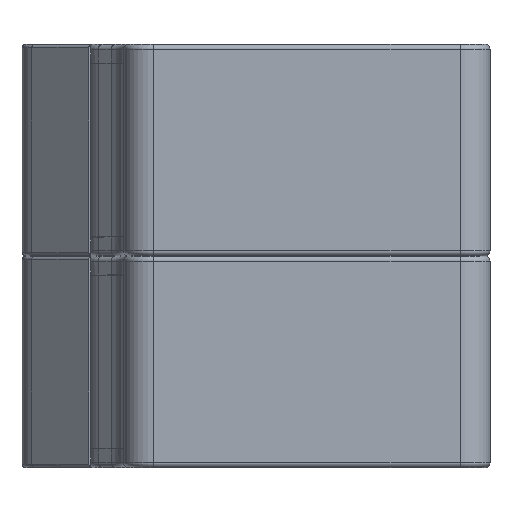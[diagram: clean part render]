
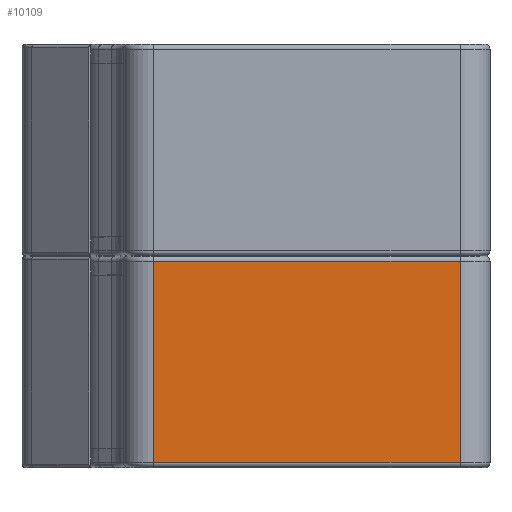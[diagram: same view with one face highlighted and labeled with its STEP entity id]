
A CAD part, left-side view. The second image highlights one B-rep face of the part: STEP entity #10109.
In plain terms, the highlighted planar face has unit normal (-1, 0, 0).
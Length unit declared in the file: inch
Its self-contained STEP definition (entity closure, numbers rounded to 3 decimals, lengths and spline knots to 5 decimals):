
#197 = CARTESIAN_POINT ( 'NONE',  ( -2.986, -0.404, -0.63887 ) ) ;
#259 = ORIENTED_EDGE ( 'NONE', *, *, #375, .T. ) ;
#354 = CARTESIAN_POINT ( 'NONE',  ( -2.986, -0.404, -0.60894 ) ) ;
#375 = EDGE_CURVE ( 'NONE', #2968, #3198, #9000, .T. ) ;
#498 = EDGE_CURVE ( 'NONE', #7650, #2968, #15402, .T. ) ;
#1955 = DIRECTION ( 'NONE',  ( 0., 1., 0. ) ) ;
#2968 = VERTEX_POINT ( 'NONE', #9020 ) ;
#3033 = CARTESIAN_POINT ( 'NONE',  ( -2.986, -0.404, 0.60894 ) ) ;
#3055 = DIRECTION ( 'NONE',  ( 0., -1., 0. ) ) ;
#3198 = VERTEX_POINT ( 'NONE', #3608 ) ;
#3228 = CARTESIAN_POINT ( 'NONE',  ( -2.986, 0., 0.60894 ) ) ;
#3608 = CARTESIAN_POINT ( 'NONE',  ( -2.986, -2.25908, 0.60894 ) ) ;
#4096 = EDGE_LOOP ( 'NONE', ( #259, #9165, #7219, #11738 ) ) ;
#4299 = DIRECTION ( 'NONE',  ( 0., 0., 1. ) ) ;
#4461 = DIRECTION ( 'NONE',  ( -1., 0., 0. ) ) ;
#4512 = PLANE ( 'NONE',  #6870 ) ;
#5135 = VECTOR ( 'NONE', #14161, 39.37008 ) ;
#5321 = LINE ( 'NONE', #197, #5135 ) ;
#5744 = EDGE_CURVE ( 'NONE', #3198, #16380, #7400, .T. ) ;
#6870 = AXIS2_PLACEMENT_3D ( 'NONE', #13465, #4461, #3055 ) ;
#7219 = ORIENTED_EDGE ( 'NONE', *, *, #14974, .F. ) ;
#7400 = LINE ( 'NONE', #3228, #9423 ) ;
#7650 = VERTEX_POINT ( 'NONE', #354 ) ;
#9000 = LINE ( 'NONE', #9565, #14996 ) ;
#9020 = CARTESIAN_POINT ( 'NONE',  ( -2.986, -2.25908, -0.60894 ) ) ;
#9165 = ORIENTED_EDGE ( 'NONE', *, *, #5744, .T. ) ;
#9423 = VECTOR ( 'NONE', #1955, 39.37008 ) ;
#9565 = CARTESIAN_POINT ( 'NONE',  ( -2.986, -2.25908, -0.63887 ) ) ;
#10109 = ADVANCED_FACE ( 'NONE', ( #12678 ), #4512, .T. ) ;
#11738 = ORIENTED_EDGE ( 'NONE', *, *, #498, .T. ) ;
#12678 = FACE_OUTER_BOUND ( 'NONE', #4096, .T. ) ;
#13465 = CARTESIAN_POINT ( 'NONE',  ( -2.986, 0., -0.63887 ) ) ;
#14161 = DIRECTION ( 'NONE',  ( 0., 0., 1. ) ) ;
#14602 = DIRECTION ( 'NONE',  ( 0., -1., 0. ) ) ;
#14974 = EDGE_CURVE ( 'NONE', #7650, #16380, #5321, .T. ) ;
#14996 = VECTOR ( 'NONE', #4299, 39.37008 ) ;
#15402 = LINE ( 'NONE', #15816, #15980 ) ;
#15816 = CARTESIAN_POINT ( 'NONE',  ( -2.986, -2.25908, -0.60894 ) ) ;
#15980 = VECTOR ( 'NONE', #14602, 39.37008 ) ;
#16380 = VERTEX_POINT ( 'NONE', #3033 ) ;
